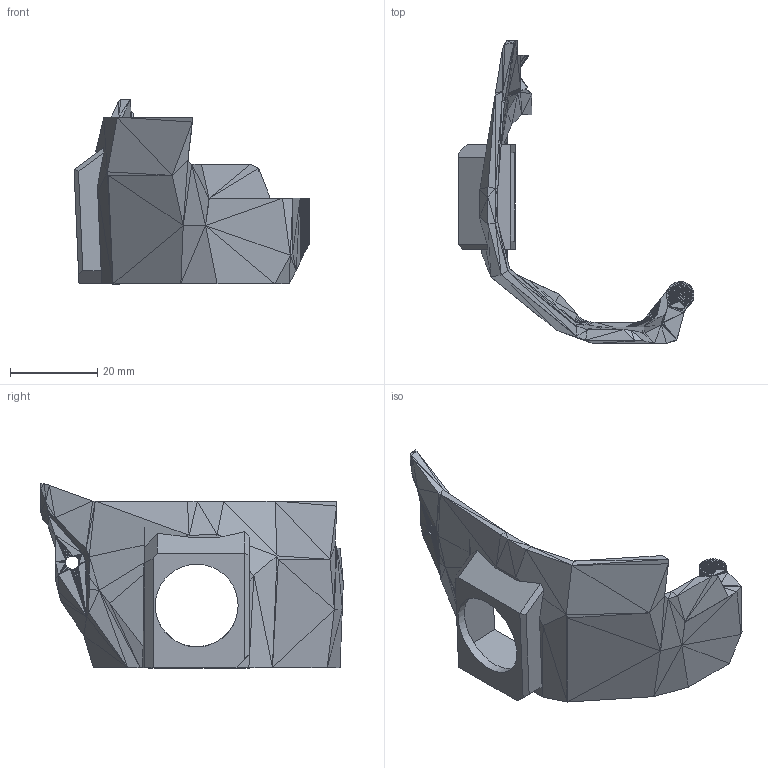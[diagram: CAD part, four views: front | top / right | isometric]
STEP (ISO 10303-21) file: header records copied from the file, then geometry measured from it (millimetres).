
FILE_DESCRIPTION(/* description */ (''),/* implementation_level */ '2;1');
FILE_NAME(/* name */ 'SB2040 Fan Door v8.step',/* time_stamp */ '2022-09-16T10:55:12-07:00',/* author */ (''),/* organization */ (''),/* preprocessor_version */ 'ST-DEVELOPER v19',/* originating_system */ 'Autodesk Translation Framework v11.7.0.108',/* authorisation */ '');
FILE_SCHEMA (('AUTOMOTIVE_DESIGN { 1 0 10303 214 3 1 1 }'));
Length unit declared in the file: millimetre
Products named in the file (1): v1
Bounding box: 54.1 x 69.38 x 42.35 mm (x, y, z)
Volume: 11055 mm3; surface area: 9778.7 mm2
Topology: 2 solids, 2 shells, 2452 faces, 3972 edges, 1522 vertices
Faces by surface type: plane 2450, cylinder 1, bspline 1
Full cylindrical faces by diameter (mm): 19 x1
Entity records: 50878 total; most frequent: CARTESIAN_POINT 8709, DIRECTION 8683, ORIENTED_EDGE 7944, EDGE_CURVE 3972, LINE 3775, VECTOR 3775, EDGE_LOOP 2455, AXIS2_PLACEMENT_3D 2454
